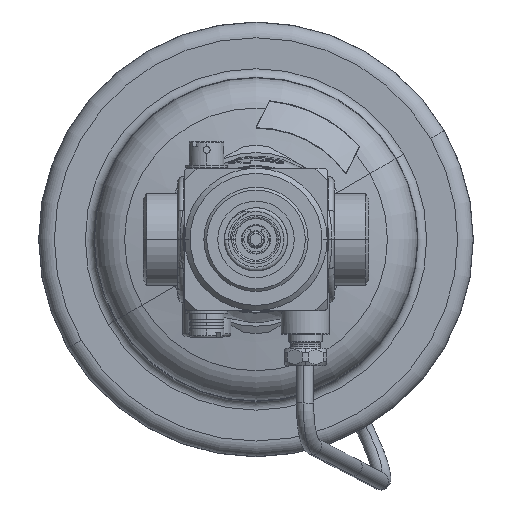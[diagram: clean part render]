
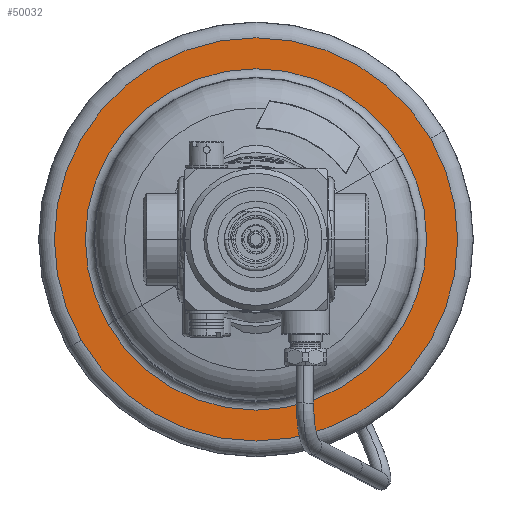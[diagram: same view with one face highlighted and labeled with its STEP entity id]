
A CAD part, front view. The second image highlights one B-rep face of the part: STEP entity #50032.
In plain terms, the highlighted face is planar.
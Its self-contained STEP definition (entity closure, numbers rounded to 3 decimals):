
#45215=CARTESIAN_POINT('',(23.5,0.,0.));
#45216=DIRECTION('',(1.,0.,0.));
#45217=DIRECTION('',(0.,1.,0.));
#45218=AXIS2_PLACEMENT_3D('',#45215,#45216,#45217);
#45220=CARTESIAN_POINT('',(23.5,0.,0.));
#45221=DIRECTION('',(-1.,0.,0.));
#45222=DIRECTION('',(0.,1.,0.));
#45223=AXIS2_PLACEMENT_3D('',#45220,#45221,#45222);
#45235=CARTESIAN_POINT('',(23.5,0.,0.));
#45236=DIRECTION('',(-1.,0.,0.));
#45237=DIRECTION('',(0.,1.,0.));
#45238=AXIS2_PLACEMENT_3D('',#45235,#45236,#45237);
#45240=CARTESIAN_POINT('',(23.5,0.,0.));
#45241=DIRECTION('',(1.,0.,0.));
#45242=DIRECTION('',(0.,1.,0.));
#45243=AXIS2_PLACEMENT_3D('',#45240,#45241,#45242);
#48496=CARTESIAN_POINT('',(23.5,58.05,0.));
#48498=VERTEX_POINT('',#48496);
#48499=CARTESIAN_POINT('',(23.5,49.137,0.));
#48501=VERTEX_POINT('',#48499);
#48528=CARTESIAN_POINT('',(23.5,-58.05,0.));
#48530=VERTEX_POINT('',#48528);
#48531=CARTESIAN_POINT('',(23.5,-49.137,0.));
#48533=VERTEX_POINT('',#48531);
#50017=CARTESIAN_POINT('',(23.5,0.,0.));
#50018=DIRECTION('',(1.,0.,0.));
#50019=DIRECTION('',(0.,-1.,0.));
#50020=AXIS2_PLACEMENT_3D('',#50017,#50018,#50019);
#50021=PLANE('',#50020);
#50022=ORIENTED_EDGE('',*,*,#49999,.T.);
#50023=ORIENTED_EDGE('',*,*,#50010,.F.);
#50024=EDGE_LOOP('',(#50022,#50023));
#50025=FACE_OUTER_BOUND('',#50024,.F.);
#50027=ORIENTED_EDGE('',*,*,#50026,.T.);
#50029=ORIENTED_EDGE('',*,*,#50028,.F.);
#50030=EDGE_LOOP('',(#50027,#50029));
#50031=FACE_BOUND('',#50030,.F.);
#45219=CIRCLE('',#45218,58.05);
#45224=CIRCLE('',#45223,58.05);
#45239=CIRCLE('',#45238,49.137);
#45244=CIRCLE('',#45243,49.137);
#49999=EDGE_CURVE('',#48498,#48530,#45219,.T.);
#50010=EDGE_CURVE('',#48498,#48530,#45224,.T.);
#50026=EDGE_CURVE('',#48501,#48533,#45239,.T.);
#50028=EDGE_CURVE('',#48501,#48533,#45244,.T.);
#50032=ADVANCED_FACE('',(#50025,#50031),#50021,.F.);
